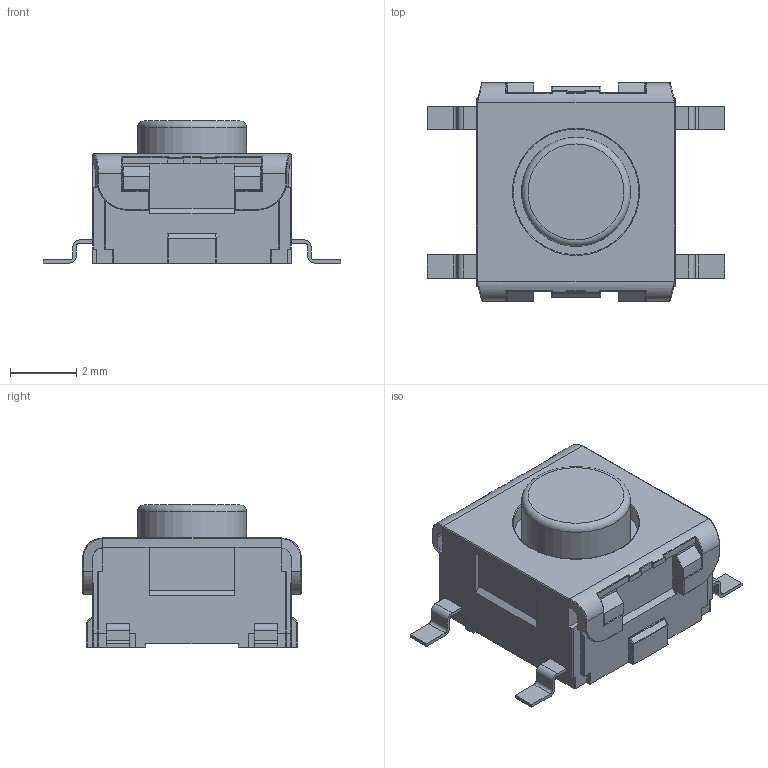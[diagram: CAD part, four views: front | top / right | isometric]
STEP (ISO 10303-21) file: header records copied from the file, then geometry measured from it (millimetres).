
FILE_DESCRIPTION(/* description */ (''),/* implementation_level */ '2;1');
FILE_NAME(/* name */ 'Omron - B3S.step',/* time_stamp */ '2019-12-04T17:46:50+00:00',/* author */ (''),/* organization */ (''),/* preprocessor_version */ 'ST-DEVELOPER v18',/* originating_system */ 'Autodesk Translation Framework v8.12.0.6',/* authorisation */ '');
FILE_SCHEMA (('AUTOMOTIVE_DESIGN { 1 0 10303 214 3 1 1 }'));
Length unit declared in the file: millimetre
Products named in the file (1): Omron - B3S
Bounding box: 9 x 6.6 x 4.3 mm (x, y, z)
Volume: 124.3 mm3; surface area: 200.2 mm2
Topology: 1 solids, 1 shells, 322 faces, 852 edges, 538 vertices
Faces by surface type: plane 182, cylinder 107, torus 18, sphere 11, bspline 4
Full cylindrical faces by diameter (mm): 3.3 x1, 3.8 x1
Entity records: 10402 total; most frequent: CARTESIAN_POINT 2189, ORIENTED_EDGE 1704, DIRECTION 1649, EDGE_CURVE 852, LINE 597, VECTOR 597, VERTEX_POINT 538, AXIS2_PLACEMENT_3D 526
